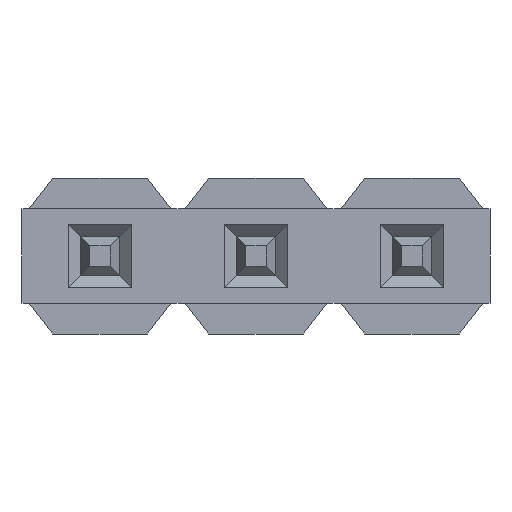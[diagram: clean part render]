
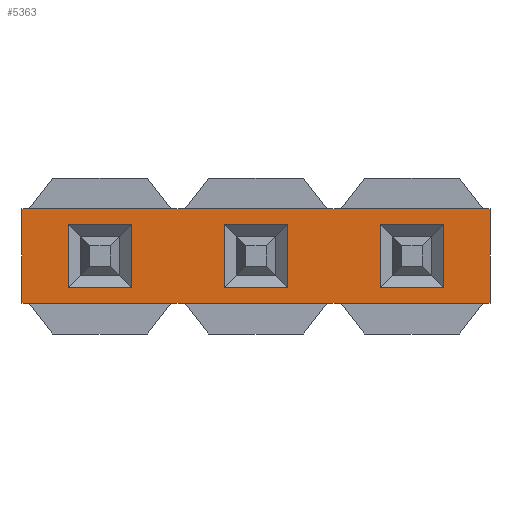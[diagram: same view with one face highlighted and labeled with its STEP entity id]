
A CAD part, front view. The second image highlights one B-rep face of the part: STEP entity #5363.
In plain terms, the highlighted free-form (B-spline) face has degree [1, 1] with [2, 2] control points.
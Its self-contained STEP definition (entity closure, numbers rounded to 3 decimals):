
#5363 = ADVANCED_FACE('',(#5364,#5494,#5528,#5562),#5596,.T.);
#5364 = FACE_BOUND('',#5365,.T.);
#5365 = EDGE_LOOP('',(#5366,#5376,#5384,#5392,#5400,#5408,#5416,#5424,
    #5432,#5440,#5448,#5456,#5464,#5472,#5480,#5488));
#5366 = ORIENTED_EDGE('',*,*,#5367,.T.);
#5367 = EDGE_CURVE('',#5368,#5370,#5372,.T.);
#5368 = VERTEX_POINT('',#5369);
#5369 = CARTESIAN_POINT('',(-0.95,3.25,0.45));
#5370 = VERTEX_POINT('',#5371);
#5371 = CARTESIAN_POINT('',(-0.95,3.25,-1.09));
#5372 = LINE('',#5373,#5374);
#5373 = CARTESIAN_POINT('',(-0.95,3.25,0.45));
#5374 = VECTOR('',#5375,1.);
#5375 = DIRECTION('',(0.,0.,-1.));
#5376 = ORIENTED_EDGE('',*,*,#5377,.T.);
#5377 = EDGE_CURVE('',#5370,#5378,#5380,.T.);
#5378 = VERTEX_POINT('',#5379);
#5379 = CARTESIAN_POINT('',(-0.834,3.25,-1.09));
#5380 = LINE('',#5381,#5382);
#5381 = CARTESIAN_POINT('',(-0.95,3.25,-1.09));
#5382 = VECTOR('',#5383,1.);
#5383 = DIRECTION('',(1.,0.,0.));
#5384 = ORIENTED_EDGE('',*,*,#5385,.T.);
#5385 = EDGE_CURVE('',#5378,#5386,#5388,.T.);
#5386 = VERTEX_POINT('',#5387);
#5387 = CARTESIAN_POINT('',(1.474,3.25,-1.09));
#5388 = LINE('',#5389,#5390);
#5389 = CARTESIAN_POINT('',(-0.834,3.25,-1.09));
#5390 = VECTOR('',#5391,1.);
#5391 = DIRECTION('',(1.,0.,0.));
#5392 = ORIENTED_EDGE('',*,*,#5393,.T.);
#5393 = EDGE_CURVE('',#5386,#5394,#5396,.T.);
#5394 = VERTEX_POINT('',#5395);
#5395 = CARTESIAN_POINT('',(1.706,3.25,-1.09));
#5396 = LINE('',#5397,#5398);
#5397 = CARTESIAN_POINT('',(1.474,3.25,-1.09));
#5398 = VECTOR('',#5399,1.);
#5399 = DIRECTION('',(1.,0.,0.));
#5400 = ORIENTED_EDGE('',*,*,#5401,.T.);
#5401 = EDGE_CURVE('',#5394,#5402,#5404,.T.);
#5402 = VERTEX_POINT('',#5403);
#5403 = CARTESIAN_POINT('',(4.014,3.25,-1.09));
#5404 = LINE('',#5405,#5406);
#5405 = CARTESIAN_POINT('',(1.706,3.25,-1.09));
#5406 = VECTOR('',#5407,1.);
#5407 = DIRECTION('',(1.,0.,0.));
#5408 = ORIENTED_EDGE('',*,*,#5409,.T.);
#5409 = EDGE_CURVE('',#5402,#5410,#5412,.T.);
#5410 = VERTEX_POINT('',#5411);
#5411 = CARTESIAN_POINT('',(4.246,3.25,-1.09));
#5412 = LINE('',#5413,#5414);
#5413 = CARTESIAN_POINT('',(4.014,3.25,-1.09));
#5414 = VECTOR('',#5415,1.);
#5415 = DIRECTION('',(1.,0.,0.));
#5416 = ORIENTED_EDGE('',*,*,#5417,.T.);
#5417 = EDGE_CURVE('',#5410,#5418,#5420,.T.);
#5418 = VERTEX_POINT('',#5419);
#5419 = CARTESIAN_POINT('',(6.554,3.25,-1.09));
#5420 = LINE('',#5421,#5422);
#5421 = CARTESIAN_POINT('',(4.246,3.25,-1.09));
#5422 = VECTOR('',#5423,1.);
#5423 = DIRECTION('',(1.,0.,0.));
#5424 = ORIENTED_EDGE('',*,*,#5425,.T.);
#5425 = EDGE_CURVE('',#5418,#5426,#5428,.T.);
#5426 = VERTEX_POINT('',#5427);
#5427 = CARTESIAN_POINT('',(6.67,3.25,-1.09));
#5428 = LINE('',#5429,#5430);
#5429 = CARTESIAN_POINT('',(6.554,3.25,-1.09));
#5430 = VECTOR('',#5431,1.);
#5431 = DIRECTION('',(1.,0.,0.));
#5432 = ORIENTED_EDGE('',*,*,#5433,.T.);
#5433 = EDGE_CURVE('',#5426,#5434,#5436,.T.);
#5434 = VERTEX_POINT('',#5435);
#5435 = CARTESIAN_POINT('',(6.67,3.25,0.45));
#5436 = LINE('',#5437,#5438);
#5437 = CARTESIAN_POINT('',(6.67,3.25,-1.09));
#5438 = VECTOR('',#5439,1.);
#5439 = DIRECTION('',(0.,0.,1.));
#5440 = ORIENTED_EDGE('',*,*,#5441,.T.);
#5441 = EDGE_CURVE('',#5434,#5442,#5444,.T.);
#5442 = VERTEX_POINT('',#5443);
#5443 = CARTESIAN_POINT('',(6.554,3.25,0.45));
#5444 = LINE('',#5445,#5446);
#5445 = CARTESIAN_POINT('',(6.67,3.25,0.45));
#5446 = VECTOR('',#5447,1.);
#5447 = DIRECTION('',(-1.,0.,0.));
#5448 = ORIENTED_EDGE('',*,*,#5449,.T.);
#5449 = EDGE_CURVE('',#5442,#5450,#5452,.T.);
#5450 = VERTEX_POINT('',#5451);
#5451 = CARTESIAN_POINT('',(4.246,3.25,0.45));
#5452 = LINE('',#5453,#5454);
#5453 = CARTESIAN_POINT('',(6.554,3.25,0.45));
#5454 = VECTOR('',#5455,1.);
#5455 = DIRECTION('',(-1.,0.,0.));
#5456 = ORIENTED_EDGE('',*,*,#5457,.T.);
#5457 = EDGE_CURVE('',#5450,#5458,#5460,.T.);
#5458 = VERTEX_POINT('',#5459);
#5459 = CARTESIAN_POINT('',(4.014,3.25,0.45));
#5460 = LINE('',#5461,#5462);
#5461 = CARTESIAN_POINT('',(4.246,3.25,0.45));
#5462 = VECTOR('',#5463,1.);
#5463 = DIRECTION('',(-1.,0.,0.));
#5464 = ORIENTED_EDGE('',*,*,#5465,.T.);
#5465 = EDGE_CURVE('',#5458,#5466,#5468,.T.);
#5466 = VERTEX_POINT('',#5467);
#5467 = CARTESIAN_POINT('',(1.706,3.25,0.45));
#5468 = LINE('',#5469,#5470);
#5469 = CARTESIAN_POINT('',(4.014,3.25,0.45));
#5470 = VECTOR('',#5471,1.);
#5471 = DIRECTION('',(-1.,0.,0.));
#5472 = ORIENTED_EDGE('',*,*,#5473,.T.);
#5473 = EDGE_CURVE('',#5466,#5474,#5476,.T.);
#5474 = VERTEX_POINT('',#5475);
#5475 = CARTESIAN_POINT('',(1.474,3.25,0.45));
#5476 = LINE('',#5477,#5478);
#5477 = CARTESIAN_POINT('',(1.706,3.25,0.45));
#5478 = VECTOR('',#5479,1.);
#5479 = DIRECTION('',(-1.,0.,0.));
#5480 = ORIENTED_EDGE('',*,*,#5481,.T.);
#5481 = EDGE_CURVE('',#5474,#5482,#5484,.T.);
#5482 = VERTEX_POINT('',#5483);
#5483 = CARTESIAN_POINT('',(-0.834,3.25,0.45));
#5484 = LINE('',#5485,#5486);
#5485 = CARTESIAN_POINT('',(1.474,3.25,0.45));
#5486 = VECTOR('',#5487,1.);
#5487 = DIRECTION('',(-1.,0.,0.));
#5488 = ORIENTED_EDGE('',*,*,#5489,.T.);
#5489 = EDGE_CURVE('',#5482,#5368,#5490,.T.);
#5490 = LINE('',#5491,#5492);
#5491 = CARTESIAN_POINT('',(-0.834,3.25,0.45));
#5492 = VECTOR('',#5493,1.);
#5493 = DIRECTION('',(-1.,0.,0.));
#5494 = FACE_BOUND('',#5495,.T.);
#5495 = EDGE_LOOP('',(#5496,#5506,#5514,#5522));
#5496 = ORIENTED_EDGE('',*,*,#5497,.T.);
#5497 = EDGE_CURVE('',#5498,#5500,#5502,.T.);
#5498 = VERTEX_POINT('',#5499);
#5499 = CARTESIAN_POINT('',(4.88,3.25,-0.84));
#5500 = VERTEX_POINT('',#5501);
#5501 = CARTESIAN_POINT('',(4.88,3.25,0.2));
#5502 = LINE('',#5503,#5504);
#5503 = CARTESIAN_POINT('',(4.88,3.25,-0.84));
#5504 = VECTOR('',#5505,1.);
#5505 = DIRECTION('',(0.,0.,1.));
#5506 = ORIENTED_EDGE('',*,*,#5507,.T.);
#5507 = EDGE_CURVE('',#5500,#5508,#5510,.T.);
#5508 = VERTEX_POINT('',#5509);
#5509 = CARTESIAN_POINT('',(5.92,3.25,0.2));
#5510 = LINE('',#5511,#5512);
#5511 = CARTESIAN_POINT('',(4.88,3.25,0.2));
#5512 = VECTOR('',#5513,1.);
#5513 = DIRECTION('',(1.,0.,0.));
#5514 = ORIENTED_EDGE('',*,*,#5515,.T.);
#5515 = EDGE_CURVE('',#5508,#5516,#5518,.T.);
#5516 = VERTEX_POINT('',#5517);
#5517 = CARTESIAN_POINT('',(5.92,3.25,-0.84));
#5518 = LINE('',#5519,#5520);
#5519 = CARTESIAN_POINT('',(5.92,3.25,0.2));
#5520 = VECTOR('',#5521,1.);
#5521 = DIRECTION('',(0.,0.,-1.));
#5522 = ORIENTED_EDGE('',*,*,#5523,.T.);
#5523 = EDGE_CURVE('',#5516,#5498,#5524,.T.);
#5524 = LINE('',#5525,#5526);
#5525 = CARTESIAN_POINT('',(5.92,3.25,-0.84));
#5526 = VECTOR('',#5527,1.);
#5527 = DIRECTION('',(-1.,0.,0.));
#5528 = FACE_BOUND('',#5529,.T.);
#5529 = EDGE_LOOP('',(#5530,#5540,#5548,#5556));
#5530 = ORIENTED_EDGE('',*,*,#5531,.T.);
#5531 = EDGE_CURVE('',#5532,#5534,#5536,.T.);
#5532 = VERTEX_POINT('',#5533);
#5533 = CARTESIAN_POINT('',(3.38,3.25,0.2));
#5534 = VERTEX_POINT('',#5535);
#5535 = CARTESIAN_POINT('',(3.38,3.25,-0.84));
#5536 = LINE('',#5537,#5538);
#5537 = CARTESIAN_POINT('',(3.38,3.25,0.2));
#5538 = VECTOR('',#5539,1.);
#5539 = DIRECTION('',(0.,0.,-1.));
#5540 = ORIENTED_EDGE('',*,*,#5541,.T.);
#5541 = EDGE_CURVE('',#5534,#5542,#5544,.T.);
#5542 = VERTEX_POINT('',#5543);
#5543 = CARTESIAN_POINT('',(2.34,3.25,-0.84));
#5544 = LINE('',#5545,#5546);
#5545 = CARTESIAN_POINT('',(3.38,3.25,-0.84));
#5546 = VECTOR('',#5547,1.);
#5547 = DIRECTION('',(-1.,0.,0.));
#5548 = ORIENTED_EDGE('',*,*,#5549,.T.);
#5549 = EDGE_CURVE('',#5542,#5550,#5552,.T.);
#5550 = VERTEX_POINT('',#5551);
#5551 = CARTESIAN_POINT('',(2.34,3.25,0.2));
#5552 = LINE('',#5553,#5554);
#5553 = CARTESIAN_POINT('',(2.34,3.25,-0.84));
#5554 = VECTOR('',#5555,1.);
#5555 = DIRECTION('',(0.,0.,1.));
#5556 = ORIENTED_EDGE('',*,*,#5557,.T.);
#5557 = EDGE_CURVE('',#5550,#5532,#5558,.T.);
#5558 = LINE('',#5559,#5560);
#5559 = CARTESIAN_POINT('',(2.34,3.25,0.2));
#5560 = VECTOR('',#5561,1.);
#5561 = DIRECTION('',(1.,0.,0.));
#5562 = FACE_BOUND('',#5563,.T.);
#5563 = EDGE_LOOP('',(#5564,#5574,#5582,#5590));
#5564 = ORIENTED_EDGE('',*,*,#5565,.T.);
#5565 = EDGE_CURVE('',#5566,#5568,#5570,.T.);
#5566 = VERTEX_POINT('',#5567);
#5567 = CARTESIAN_POINT('',(0.84,3.25,0.2));
#5568 = VERTEX_POINT('',#5569);
#5569 = CARTESIAN_POINT('',(0.84,3.25,-0.84));
#5570 = LINE('',#5571,#5572);
#5571 = CARTESIAN_POINT('',(0.84,3.25,0.2));
#5572 = VECTOR('',#5573,1.);
#5573 = DIRECTION('',(0.,0.,-1.));
#5574 = ORIENTED_EDGE('',*,*,#5575,.T.);
#5575 = EDGE_CURVE('',#5568,#5576,#5578,.T.);
#5576 = VERTEX_POINT('',#5577);
#5577 = CARTESIAN_POINT('',(-0.2,3.25,-0.84));
#5578 = LINE('',#5579,#5580);
#5579 = CARTESIAN_POINT('',(0.84,3.25,-0.84));
#5580 = VECTOR('',#5581,1.);
#5581 = DIRECTION('',(-1.,0.,0.));
#5582 = ORIENTED_EDGE('',*,*,#5583,.T.);
#5583 = EDGE_CURVE('',#5576,#5584,#5586,.T.);
#5584 = VERTEX_POINT('',#5585);
#5585 = CARTESIAN_POINT('',(-0.2,3.25,0.2));
#5586 = LINE('',#5587,#5588);
#5587 = CARTESIAN_POINT('',(-0.2,3.25,-0.84));
#5588 = VECTOR('',#5589,1.);
#5589 = DIRECTION('',(0.,0.,1.));
#5590 = ORIENTED_EDGE('',*,*,#5591,.T.);
#5591 = EDGE_CURVE('',#5584,#5566,#5592,.T.);
#5592 = LINE('',#5593,#5594);
#5593 = CARTESIAN_POINT('',(-0.2,3.25,0.2));
#5594 = VECTOR('',#5595,1.);
#5595 = DIRECTION('',(1.,0.,0.));
#5596 = B_SPLINE_SURFACE_WITH_KNOTS('',1,1,(
    (#5597,#5598)
    ,(#5599,#5600
    )),.UNSPECIFIED.,.F.,.F.,.F.,(2,2),(2,2),(0.,1.),(0.,1.),
  .PIECEWISE_BEZIER_KNOTS.);
#5597 = CARTESIAN_POINT('',(6.67,3.25,0.45));
#5598 = CARTESIAN_POINT('',(6.67,3.25,-1.09));
#5599 = CARTESIAN_POINT('',(-0.95,3.25,0.45));
#5600 = CARTESIAN_POINT('',(-0.95,3.25,-1.09));
